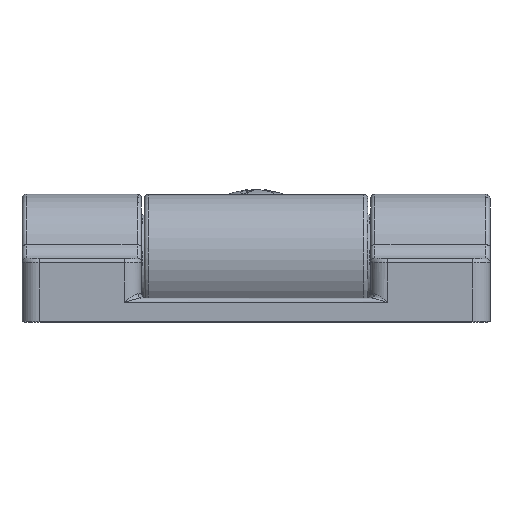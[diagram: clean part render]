
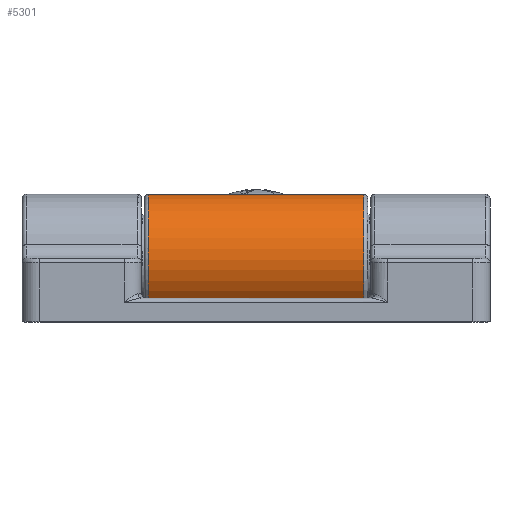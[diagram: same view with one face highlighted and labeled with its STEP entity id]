
A CAD part, top view. The second image highlights one B-rep face of the part: STEP entity #5301.
In plain terms, the highlighted cylindrical face has radius 5.905 mm (diameter 11.811 mm), a partial arc.
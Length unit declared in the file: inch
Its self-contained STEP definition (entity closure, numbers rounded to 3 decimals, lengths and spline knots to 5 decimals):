
#2852=CARTESIAN_POINT('',(0.35489,0.22574,-0.05565));
#2853=VERTEX_POINT('',#2852);
#2854=CARTESIAN_POINT('',(0.35563,0.22568,-0.05591));
#2855=VERTEX_POINT('',#2854);
#2856=CARTESIAN_POINT('',(0.35562,0.22568,-0.05591));
#2857=CARTESIAN_POINT('',(0.35545,0.22572,-0.05573));
#2858=CARTESIAN_POINT('',(0.35523,0.22575,-0.05562));
#2859=CARTESIAN_POINT('',(0.35491,0.22575,-0.05561));
#2860=B_SPLINE_CURVE_WITH_KNOTS('',3,(#2856,#2857,#2858,#2859),.UNSPECIFIED.,.F.,.U.,(4,4),(-0.00001,0.00191),.UNSPECIFIED.);
#2861=EDGE_CURVE('',#2853,#2855,#2860,.F.);
#2899=CARTESIAN_POINT('',(0.35562,0.13398,-0.19001));
#2900=VERTEX_POINT('',#2899);
#2901=CARTESIAN_POINT('',(0.35563,0.,0.));
#2902=DIRECTION('',(-1.0,0.,0.));
#2903=DIRECTION('',(0.,0.826,-0.564));
#2904=AXIS2_PLACEMENT_3D('',#2901,#2902,#2903);
#2905=CIRCLE('',#2904,0.2325);
#2906=EDGE_CURVE('',#2855,#2900,#2905,.T.);
#2960=CARTESIAN_POINT('',(0.20011,0.22574,-0.05565));
#2961=VERTEX_POINT('',#2960);
#2996=CARTESIAN_POINT('',(0.20011,0.22574,-0.05565));
#2997=DIRECTION('',(1.0,0.0,0.0));
#2998=VECTOR('',#2997,0.15477);
#2999=LINE('',#2996,#2998);
#3000=EDGE_CURVE('',#2961,#2853,#2999,.T.);
#3227=CARTESIAN_POINT('',(-0.20011,0.22574,-0.05565));
#3228=VERTEX_POINT('',#3227);
#3229=CARTESIAN_POINT('',(-0.19937,0.22568,-0.05591));
#3230=VERTEX_POINT('',#3229);
#3231=CARTESIAN_POINT('',(-0.19938,0.22568,-0.05591));
#3232=CARTESIAN_POINT('',(-0.19955,0.22572,-0.05573));
#3233=CARTESIAN_POINT('',(-0.19977,0.22575,-0.05562));
#3234=CARTESIAN_POINT('',(-0.20009,0.22575,-0.05561));
#3235=B_SPLINE_CURVE_WITH_KNOTS('',3,(#3231,#3232,#3233,#3234),.UNSPECIFIED.,.F.,.U.,(4,4),(-0.00001,0.00191),.UNSPECIFIED.);
#3236=EDGE_CURVE('',#3228,#3230,#3235,.F.);
#3274=CARTESIAN_POINT('',(-0.19938,0.13398,-0.19001));
#3275=VERTEX_POINT('',#3274);
#3276=CARTESIAN_POINT('',(-0.19938,0.,0.));
#3277=DIRECTION('',(-1.0,0.,0.));
#3278=DIRECTION('',(0.,0.826,-0.564));
#3279=AXIS2_PLACEMENT_3D('',#3276,#3277,#3278);
#3280=CIRCLE('',#3279,0.2325);
#3281=EDGE_CURVE('',#3230,#3275,#3280,.T.);
#3335=CARTESIAN_POINT('',(-0.35489,0.22574,-0.05565));
#3336=VERTEX_POINT('',#3335);
#3380=CARTESIAN_POINT('',(-0.35489,0.22574,-0.05565));
#3381=DIRECTION('',(1.0,0.0,0.0));
#3382=VECTOR('',#3381,0.15477);
#3383=LINE('',#3380,#3382);
#3384=EDGE_CURVE('',#3336,#3228,#3383,.T.);
#3556=CARTESIAN_POINT('',(-0.35563,0.22568,-0.05591));
#3557=VERTEX_POINT('',#3556);
#3558=CARTESIAN_POINT('',(-0.35491,0.22575,-0.05561));
#3559=CARTESIAN_POINT('',(-0.35522,0.22575,-0.05562));
#3560=CARTESIAN_POINT('',(-0.35545,0.22572,-0.05573));
#3561=CARTESIAN_POINT('',(-0.35562,0.22568,-0.05591));
#3562=B_SPLINE_CURVE_WITH_KNOTS('',3,(#3558,#3559,#3560,#3561),.UNSPECIFIED.,.F.,.U.,(4,4),(0.0,0.00245),.UNSPECIFIED.);
#3563=EDGE_CURVE('',#3557,#3336,#3562,.F.);
#3686=CARTESIAN_POINT('',(-0.35563,0.13398,-0.19001));
#3687=VERTEX_POINT('',#3686);
#3695=CARTESIAN_POINT('',(-0.35563,0.,0.));
#3696=DIRECTION('',(1.0,0.,0.));
#3697=DIRECTION('',(0.,0.826,-0.564));
#3698=AXIS2_PLACEMENT_3D('',#3695,#3696,#3697);
#3699=CIRCLE('',#3698,0.2325);
#3700=EDGE_CURVE('',#3687,#3557,#3699,.T.);
#3765=CARTESIAN_POINT('',(0.39188,-0.20135,0.11625));
#3766=VERTEX_POINT('',#3765);
#3872=CARTESIAN_POINT('',(0.39187,0.13398,-0.19001));
#3873=VERTEX_POINT('',#3872);
#3946=CARTESIAN_POINT('',(0.39188,0.,0.));
#3947=DIRECTION('',(1.0,0.,0.));
#3948=DIRECTION('',(0.,0.674,0.738));
#3949=AXIS2_PLACEMENT_3D('',#3946,#3947,#3948);
#3950=CIRCLE('',#3949,0.2325);
#3951=EDGE_CURVE('',#3873,#3766,#3950,.T.);
#4019=CARTESIAN_POINT('',(-0.39188,0.13398,-0.19001));
#4020=VERTEX_POINT('',#4019);
#4045=CARTESIAN_POINT('',(-0.39187,-0.20135,0.11625));
#4046=VERTEX_POINT('',#4045);
#4047=CARTESIAN_POINT('',(-0.39188,0.,0.));
#4048=DIRECTION('',(-1.0,0.,0.));
#4049=DIRECTION('',(0.,0.674,0.738));
#4050=AXIS2_PLACEMENT_3D('',#4047,#4048,#4049);
#4051=CIRCLE('',#4050,0.2325);
#4052=EDGE_CURVE('',#4046,#4020,#4051,.T.);
#4201=CARTESIAN_POINT('',(0.35562,0.13398,-0.19001));
#4202=DIRECTION('',(1.0,0.0,0.0));
#4203=VECTOR('',#4202,0.03625);
#4204=LINE('',#4201,#4203);
#4205=EDGE_CURVE('',#2900,#3873,#4204,.T.);
#4852=CARTESIAN_POINT('',(0.19937,0.22568,-0.05591));
#4853=VERTEX_POINT('',#4852);
#4854=CARTESIAN_POINT('',(0.20009,0.22575,-0.05561));
#4855=CARTESIAN_POINT('',(0.19978,0.22575,-0.05562));
#4856=CARTESIAN_POINT('',(0.19955,0.22572,-0.05573));
#4857=CARTESIAN_POINT('',(0.19938,0.22568,-0.05591));
#4858=B_SPLINE_CURVE_WITH_KNOTS('',3,(#4854,#4855,#4856,#4857),.UNSPECIFIED.,.F.,.U.,(4,4),(0.0,0.00245),.UNSPECIFIED.);
#4859=EDGE_CURVE('',#4853,#2961,#4858,.F.);
#4984=CARTESIAN_POINT('',(0.19937,0.13398,-0.19001));
#4985=VERTEX_POINT('',#4984);
#4993=CARTESIAN_POINT('',(0.19938,0.,0.));
#4994=DIRECTION('',(1.0,0.,0.));
#4995=DIRECTION('',(0.,0.826,-0.564));
#4996=AXIS2_PLACEMENT_3D('',#4993,#4994,#4995);
#4997=CIRCLE('',#4996,0.2325);
#4998=EDGE_CURVE('',#4985,#4853,#4997,.T.);
#5259=CARTESIAN_POINT('',(-0.39188,0.13398,-0.19001));
#5260=DIRECTION('',(1.0,0.0,0.0));
#5261=VECTOR('',#5260,0.03625);
#5262=LINE('',#5259,#5261);
#5263=EDGE_CURVE('',#4020,#3687,#5262,.T.);
#5268=CARTESIAN_POINT('',(0.0,0.,0.));
#5269=DIRECTION('',(1.0,0.,0.));
#5270=DIRECTION('',(0.0,1.0,0.0));
#5271=AXIS2_PLACEMENT_3D('',#5268,#5269,#5270);
#5272=CYLINDRICAL_SURFACE('',#5271,0.2325);
#5273=ORIENTED_EDGE('',*,*,#3000,.F.);
#5274=ORIENTED_EDGE('',*,*,#4859,.F.);
#5275=ORIENTED_EDGE('',*,*,#4998,.F.);
#5276=CARTESIAN_POINT('',(-0.19938,0.13398,-0.19001));
#5277=DIRECTION('',(1.0,0.0,0.0));
#5278=VECTOR('',#5277,0.39875);
#5279=LINE('',#5276,#5278);
#5280=EDGE_CURVE('',#3275,#4985,#5279,.T.);
#5281=ORIENTED_EDGE('',*,*,#5280,.F.);
#5282=ORIENTED_EDGE('',*,*,#3281,.F.);
#5283=ORIENTED_EDGE('',*,*,#3236,.F.);
#5284=ORIENTED_EDGE('',*,*,#3384,.F.);
#5285=ORIENTED_EDGE('',*,*,#3563,.F.);
#5286=ORIENTED_EDGE('',*,*,#3700,.F.);
#5287=ORIENTED_EDGE('',*,*,#5263,.F.);
#5288=ORIENTED_EDGE('',*,*,#4052,.F.);
#5289=CARTESIAN_POINT('',(-0.39187,-0.20135,0.11625));
#5290=DIRECTION('',(1.0,0.0,0.0));
#5291=VECTOR('',#5290,0.78375);
#5292=LINE('',#5289,#5291);
#5293=EDGE_CURVE('',#4046,#3766,#5292,.T.);
#5294=ORIENTED_EDGE('',*,*,#5293,.T.);
#5295=ORIENTED_EDGE('',*,*,#3951,.F.);
#5296=ORIENTED_EDGE('',*,*,#4205,.F.);
#5297=ORIENTED_EDGE('',*,*,#2906,.F.);
#5298=ORIENTED_EDGE('',*,*,#2861,.F.);
#5299=EDGE_LOOP('',(#5273,#5274,#5275,#5281,#5282,#5283,#5284,#5285,#5286,#5287,#5288,#5294,#5295,#5296,#5297,#5298));
#5300=FACE_OUTER_BOUND('',#5299,.T.);
#5301=ADVANCED_FACE('',(#5300),#5272,.T.);
